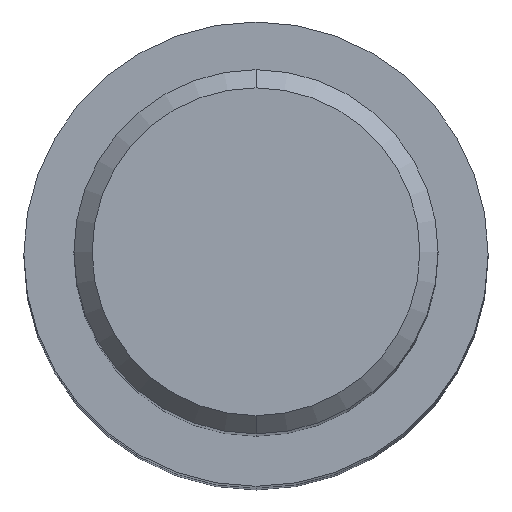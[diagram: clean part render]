
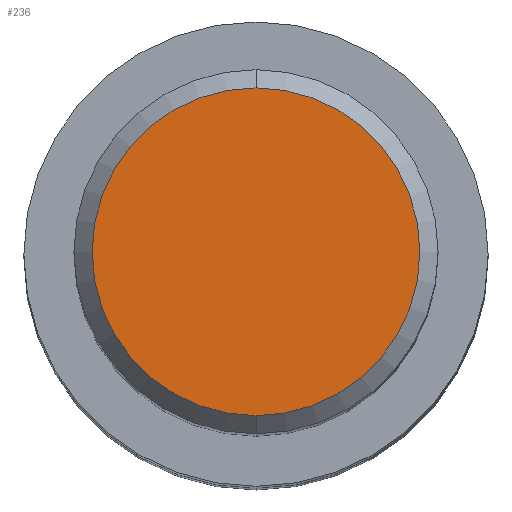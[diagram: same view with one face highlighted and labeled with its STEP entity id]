
A CAD part, top view. The second image highlights one B-rep face of the part: STEP entity #236.
In plain terms, the highlighted planar face has unit normal (0, 0, 1).
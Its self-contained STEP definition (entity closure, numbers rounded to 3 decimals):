
#204=VERTEX_POINT('',#501);
#236=ADVANCED_FACE('',(#533),#534,.T.);
#358=VERTEX_POINT('',#673);
#382=EDGE_CURVE('',#358,#204,#699,.T.);
#438=EDGE_CURVE('',#204,#358,#759,.T.);
#501=CARTESIAN_POINT('',(0.,-5.4,0.0));
#533=FACE_OUTER_BOUND('',#942,.T.);
#534=PLANE('',#943);
#673=CARTESIAN_POINT('',(0.0,5.4,0.0));
#699=CIRCLE('',#1310,5.4);
#759=CIRCLE('',#1427,5.4);
#942=EDGE_LOOP('',(#1510,#1511));
#943=AXIS2_PLACEMENT_3D('',#1512,#1513,#1514);
#1310=AXIS2_PLACEMENT_3D('',#1728,#1729,#1730);
#1427=AXIS2_PLACEMENT_3D('',#1781,#1782,#1783);
#1510=ORIENTED_EDGE('',*,*,#382,.F.);
#1511=ORIENTED_EDGE('',*,*,#438,.F.);
#1512=CARTESIAN_POINT('',(0.0,2.7,0.0));
#1513=DIRECTION('',(-0.0,0.0,1.0));
#1514=DIRECTION('',(0.0,-1.0,0.0));
#1728=CARTESIAN_POINT('',(0.0,0.0,0.0));
#1729=DIRECTION('',(0.0,0.0,-1.0));
#1730=DIRECTION('',(0.0,1.0,0.0));
#1781=CARTESIAN_POINT('',(0.0,0.0,0.0));
#1782=DIRECTION('',(0.0,0.0,-1.0));
#1783=DIRECTION('',(0.0,1.0,0.0));
